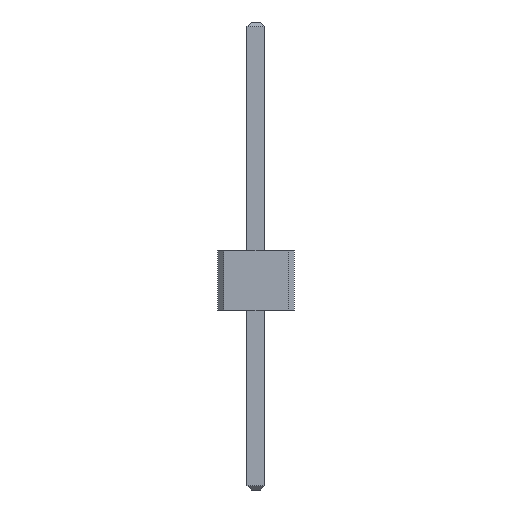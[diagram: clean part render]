
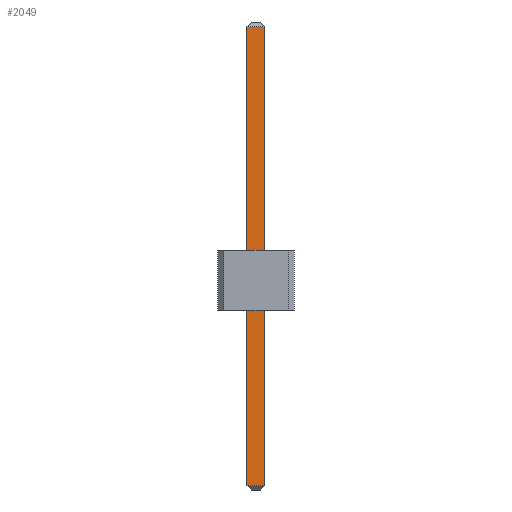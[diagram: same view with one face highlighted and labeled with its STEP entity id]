
A CAD part, front view. The second image highlights one B-rep face of the part: STEP entity #2049.
In plain terms, the highlighted planar face has unit normal (0, -1, 0).
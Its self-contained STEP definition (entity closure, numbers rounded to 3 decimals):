
#13=DIRECTION('',(0.,0.,1.));
#27=VECTOR('',#13,1.);
#67=DIRECTION('',(1.,0.,0.));
#953=VECTOR('',#67,1.);
#964=DIRECTION('',(0.,1.,0.));
#2026=EDGE_CURVE('',#2027,#2029,#2031,.T.);
#2027=VERTEX_POINT('',#2028);
#2028=CARTESIAN_POINT('',(-0.15,-15.15,-2.925));
#2029=VERTEX_POINT('',#2030);
#2030=CARTESIAN_POINT('',(-0.15,-15.15,4.725));
#2031=LINE('',#2032,#27);
#2032=CARTESIAN_POINT('',(-0.15,-15.15,-3.));
#2049=ADVANCED_FACE('',(#2050),#2067,.F.);
#2050=FACE_BOUND('',#2051,.F.);
#2051=EDGE_LOOP('',(#2052,#2060,#2063,#2064));
#2052=ORIENTED_EDGE('',*,*,#2053,.F.);
#2053=EDGE_CURVE('',#2054,#2056,#2058,.T.);
#2054=VERTEX_POINT('',#2055);
#2055=CARTESIAN_POINT('',(0.15,-15.15,-2.925));
#2056=VERTEX_POINT('',#2057);
#2057=CARTESIAN_POINT('',(0.15,-15.15,4.725));
#2058=LINE('',#2059,#27);
#2059=CARTESIAN_POINT('',(0.15,-15.15,-3.));
#2060=ORIENTED_EDGE('',*,*,#2061,.F.);
#2061=EDGE_CURVE('',#2027,#2054,#2062,.T.);
#2062=LINE('',#2028,#953);
#2063=ORIENTED_EDGE('',*,*,#2026,.T.);
#2064=ORIENTED_EDGE('',*,*,#2065,.T.);
#2065=EDGE_CURVE('',#2029,#2056,#2066,.T.);
#2066=LINE('',#2030,#953);
#2067=PLANE('',#2068);
#2068=AXIS2_PLACEMENT_3D('',#2032,#964,#13);
